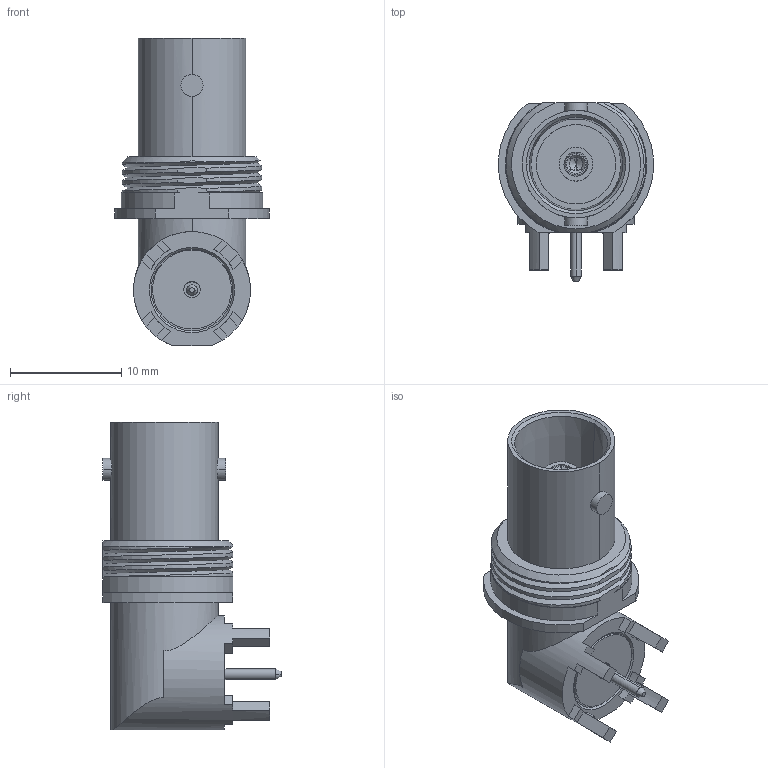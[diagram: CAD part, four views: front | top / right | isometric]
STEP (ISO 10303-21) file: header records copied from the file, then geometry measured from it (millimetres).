
FILE_DESCRIPTION((''),'2;1');
FILE_NAME('731713356','2017-06-05T',('ksrinivasara'),(''),'PRO/ENGINEER BY PARAMETRIC TECHNOLOGY CORPORATION, 2012310','PRO/ENGINEER BY PARAMETRIC TECHNOLOGY CORPORATION, 2012310','');
FILE_SCHEMA(('CONFIG_CONTROL_DESIGN'));
Length unit declared in the file: millimetre
Products named in the file (1): 731713356
Bounding box: 13.92 x 16 x 27.64 mm (x, y, z)
Volume: 1991.7 mm3; surface area: 1733.5 mm2
Topology: 1 solids, 1 shells, 141 faces, 393 edges, 262 vertices
Faces by surface type: plane 70, cylinder 47, cone 15, bspline 9
Entity records: 6133 total; most frequent: CARTESIAN_POINT 2529, ORIENTED_EDGE 762, DIRECTION 716, EDGE_CURVE 381, AXIS2_PLACEMENT_3D 274, VERTEX_POINT 252, VECTOR 168, LINE 168
